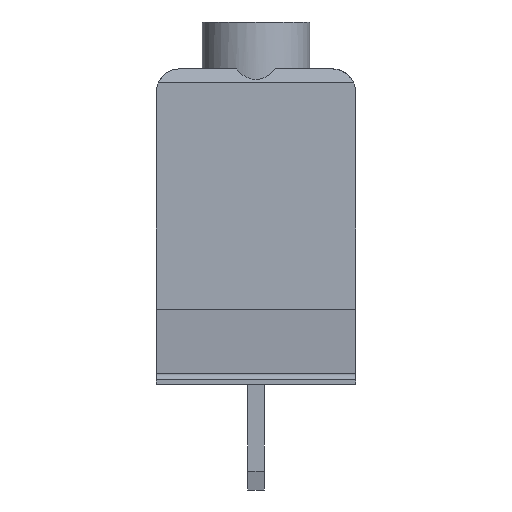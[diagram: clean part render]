
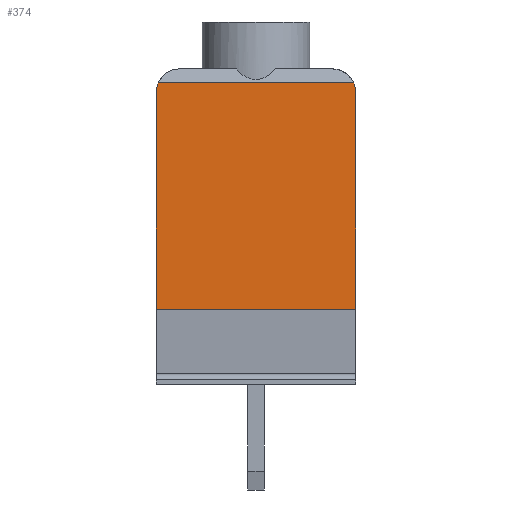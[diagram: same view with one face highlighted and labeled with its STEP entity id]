
A CAD part, left-side view. The second image highlights one B-rep face of the part: STEP entity #374.
In plain terms, the highlighted planar face has unit normal (-1, 0, 0).
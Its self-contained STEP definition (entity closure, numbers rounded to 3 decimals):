
#374 = ADVANCED_FACE( '', ( #775 ), #776, .T. );
#775 = FACE_OUTER_BOUND( '', #1185, .T. );
#776 = PLANE( '', #1186 );
#1185 = EDGE_LOOP( '', ( #2252, #2253, #2254, #2255, #2256, #2257 ) );
#1186 = AXIS2_PLACEMENT_3D( '', #2258, #2259, #2260 );
#2252 = ORIENTED_EDGE( '', *, *, #2696, .F. );
#2253 = ORIENTED_EDGE( '', *, *, #2756, .T. );
#2254 = ORIENTED_EDGE( '', *, *, #2791, .T. );
#2255 = ORIENTED_EDGE( '', *, *, #2747, .T. );
#2256 = ORIENTED_EDGE( '', *, *, #2652, .F. );
#2257 = ORIENTED_EDGE( '', *, *, #2762, .T. );
#2258 = CARTESIAN_POINT( '', ( -7.5, -4.25, -6.2 ) );
#2259 = DIRECTION( '', ( -1., 0., 0. ) );
#2260 = DIRECTION( '', ( 0., 0., 1. ) );
#2652 = EDGE_CURVE( '', #3256, #3258, #3259, .T. );
#2696 = EDGE_CURVE( '', #3318, #3320, #3321, .T. );
#2747 = EDGE_CURVE( '', #3389, #3258, #3390, .T. );
#2756 = EDGE_CURVE( '', #3318, #3401, #3403, .T. );
#2762 = EDGE_CURVE( '', #3256, #3320, #3411, .T. );
#2791 = EDGE_CURVE( '', #3401, #3389, #3447, .T. );
#3256 = VERTEX_POINT( '', #4067 );
#3258 = VERTEX_POINT( '', #4070 );
#3259 = LINE( '', #4071, #4072 );
#3318 = VERTEX_POINT( '', #4159 );
#3320 = VERTEX_POINT( '', #4162 );
#3321 = LINE( '', #4163, #4164 );
#3389 = VERTEX_POINT( '', #4260 );
#3390 = CIRCLE( '', #4261, 1. );
#3401 = VERTEX_POINT( '', #4276 );
#3403 = LINE( '', #4279, #4280 );
#3411 = CIRCLE( '', #4290, 1. );
#3447 = LINE( '', #4337, #4338 );
#4067 = CARTESIAN_POINT( '', ( -7.5, 4.167, 6.65 ) );
#4070 = CARTESIAN_POINT( '', ( -7.5, -4.167, 6.65 ) );
#4071 = CARTESIAN_POINT( '', ( -7.5, 4.25, 6.65 ) );
#4072 = VECTOR( '', #4705, 1000. );
#4159 = CARTESIAN_POINT( '', ( -7.5, 4.25, -3. ) );
#4162 = CARTESIAN_POINT( '', ( -7.5, 4.25, 6.25 ) );
#4163 = CARTESIAN_POINT( '', ( -7.5, 4.25, -6.2 ) );
#4164 = VECTOR( '', #4747, 1000. );
#4260 = CARTESIAN_POINT( '', ( -7.5, -4.25, 6.25 ) );
#4261 = AXIS2_PLACEMENT_3D( '', #4794, #4795, #4796 );
#4276 = CARTESIAN_POINT( '', ( -7.5, -4.25, -3. ) );
#4279 = CARTESIAN_POINT( '', ( -7.5, 19.057, -3. ) );
#4280 = VECTOR( '', #4808, 1000. );
#4290 = AXIS2_PLACEMENT_3D( '', #4817, #4818, #4819 );
#4337 = CARTESIAN_POINT( '', ( -7.5, -4.25, -6.2 ) );
#4338 = VECTOR( '', #4846, 1000. );
#4705 = DIRECTION( '', ( 0., -1., 0. ) );
#4747 = DIRECTION( '', ( 0., 0., 1. ) );
#4794 = CARTESIAN_POINT( '', ( -7.5, -3.25, 6.25 ) );
#4795 = DIRECTION( '', ( -1., 0., 0. ) );
#4796 = DIRECTION( '', ( 0., 0., 1. ) );
#4808 = DIRECTION( '', ( 0., -1., 0. ) );
#4817 = CARTESIAN_POINT( '', ( -7.5, 3.25, 6.25 ) );
#4818 = DIRECTION( '', ( -1., 0., 0. ) );
#4819 = DIRECTION( '', ( 0., 0., 1. ) );
#4846 = DIRECTION( '', ( 0., 0., 1. ) );
